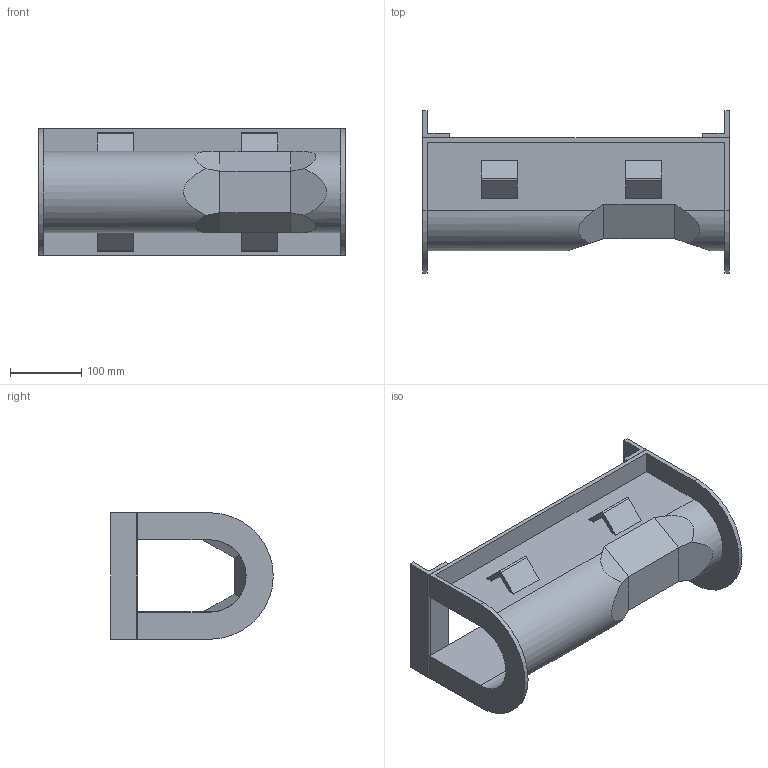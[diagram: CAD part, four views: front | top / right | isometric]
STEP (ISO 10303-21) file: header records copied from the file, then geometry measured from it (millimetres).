
FILE_DESCRIPTION (( 'STEP AP214' ), '1' );
FILE_NAME ('4in Palmer Bowlus Assem1 NO OPTIONS.STEP', '2020-09-15T15:29:50', ( '' ), ( '' ), 'SwSTEP 2.0', 'SolidWorks 2020', '' );
FILE_SCHEMA (( 'AUTOMOTIVE_DESIGN' ));
Length unit declared in the file: inch
Products named in the file (4): 4in Palmer Bowlus Assem1 NO OPTIONS; 4in PB staff gauge; Palmer bowlus flume with equations_4 inch Default<As Machined>; PB - Flume hold down clip_Default<As Machined>
Assembly tree (6 placements, depth 2):
  4in Palmer Bowlus Assem1 NO OPTIONS
    Palmer bowlus flume with equations_4 inch Default<As Machined>
    4in PB staff gauge
    PB - Flume hold down clip_Default<As Machined>  x4
Bounding box: 431.8 x 228.6 x 177.8 mm (x, y, z)
Volume: 1588342.2 mm3; surface area: 536921.9 mm2
Topology: 8 solids, 8 shells, 106 faces, 262 edges, 172 vertices
Faces by surface type: plane 86, cylinder 20
Entity records: 2948 total; most frequent: CARTESIAN_POINT 435, ORIENTED_EDGE 380, DIRECTION 372, EDGE_CURVE 190, VECTOR 154, LINE 154, VERTEX_POINT 124, AXIS2_PLACEMENT_3D 109
